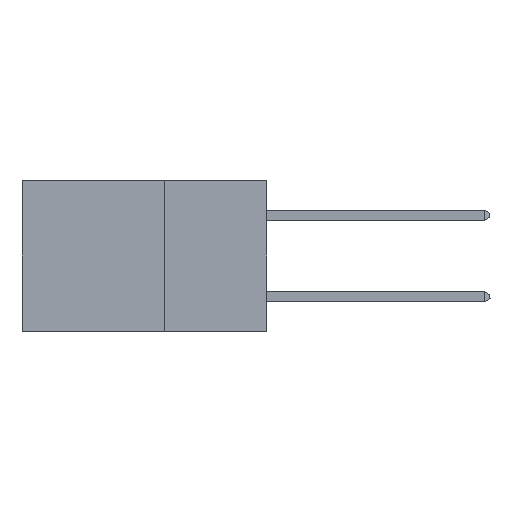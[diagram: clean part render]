
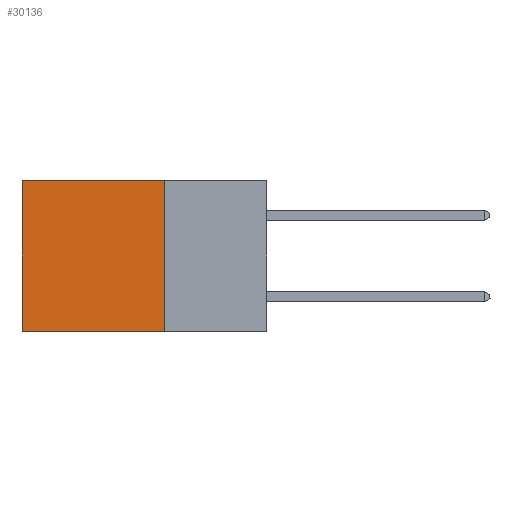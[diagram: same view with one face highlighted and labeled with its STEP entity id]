
A CAD part, left-side view. The second image highlights one B-rep face of the part: STEP entity #30136.
In plain terms, the highlighted planar face has unit normal (-1, 0, 0).
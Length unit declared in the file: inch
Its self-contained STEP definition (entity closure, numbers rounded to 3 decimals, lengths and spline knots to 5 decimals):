
#366 = EDGE_CURVE ( 'NONE', #20447, #25091, #24330, .T. ) ;
#1897 = CARTESIAN_POINT ( 'NONE',  ( 0.2875, 0.25, 0. ) ) ;
#2135 = DIRECTION ( 'NONE',  ( 1., 0., 0. ) ) ;
#2531 = CARTESIAN_POINT ( 'NONE',  ( 0.2875, 0.6, 0. ) ) ;
#2759 = ORIENTED_EDGE ( 'NONE', *, *, #30053, .F. ) ;
#3451 = CARTESIAN_POINT ( 'NONE',  ( 0.2875, 0.25, 0. ) ) ;
#3981 = LINE ( 'NONE', #9524, #31840 ) ;
#6008 = AXIS2_PLACEMENT_3D ( 'NONE', #1897, #2135, #31479 ) ;
#6029 = DIRECTION ( 'NONE',  ( 0., 1., 0. ) ) ;
#9524 = CARTESIAN_POINT ( 'NONE',  ( 0.2875, 0.25, -0.37 ) ) ;
#9873 = ORIENTED_EDGE ( 'NONE', *, *, #16467, .T. ) ;
#10718 = EDGE_LOOP ( 'NONE', ( #9873, #2759, #13436, #34829 ) ) ;
#11039 = LINE ( 'NONE', #11498, #13612 ) ;
#11498 = CARTESIAN_POINT ( 'NONE',  ( 0.2875, 0.6, 0. ) ) ;
#11695 = CARTESIAN_POINT ( 'NONE',  ( 0.2875, 0.25, -0.37 ) ) ;
#11825 = CARTESIAN_POINT ( 'NONE',  ( 0.2875, 0.6, -0.37 ) ) ;
#12506 = DIRECTION ( 'NONE',  ( 0., 1., 0. ) ) ;
#13111 = PLANE ( 'NONE',  #6008 ) ;
#13436 = ORIENTED_EDGE ( 'NONE', *, *, #22731, .F. ) ;
#13612 = VECTOR ( 'NONE', #22246, 39.37008 ) ;
#15311 = LINE ( 'NONE', #33273, #33878 ) ;
#16467 = EDGE_CURVE ( 'NONE', #25091, #18525, #11039, .T. ) ;
#17051 = FACE_OUTER_BOUND ( 'NONE', #10718, .T. ) ;
#18525 = VERTEX_POINT ( 'NONE', #11825 ) ;
#18598 = VERTEX_POINT ( 'NONE', #11695 ) ;
#20447 = VERTEX_POINT ( 'NONE', #22630 ) ;
#22246 = DIRECTION ( 'NONE',  ( 0., 0., -1. ) ) ;
#22630 = CARTESIAN_POINT ( 'NONE',  ( 0.2875, 0.25, 0. ) ) ;
#22654 = VECTOR ( 'NONE', #6029, 39.37008 ) ;
#22731 = EDGE_CURVE ( 'NONE', #20447, #18598, #15311, .T. ) ;
#24330 = LINE ( 'NONE', #3451, #22654 ) ;
#25091 = VERTEX_POINT ( 'NONE', #2531 ) ;
#30053 = EDGE_CURVE ( 'NONE', #18598, #18525, #3981, .T. ) ;
#30136 = ADVANCED_FACE ( 'NONE', ( #17051 ), #13111, .F. ) ;
#30679 = DIRECTION ( 'NONE',  ( 0., 0., -1. ) ) ;
#31479 = DIRECTION ( 'NONE',  ( 0., 0., -1. ) ) ;
#31840 = VECTOR ( 'NONE', #12506, 39.37008 ) ;
#33273 = CARTESIAN_POINT ( 'NONE',  ( 0.2875, 0.25, 0. ) ) ;
#33878 = VECTOR ( 'NONE', #30679, 39.37008 ) ;
#34829 = ORIENTED_EDGE ( 'NONE', *, *, #366, .T. ) ;
